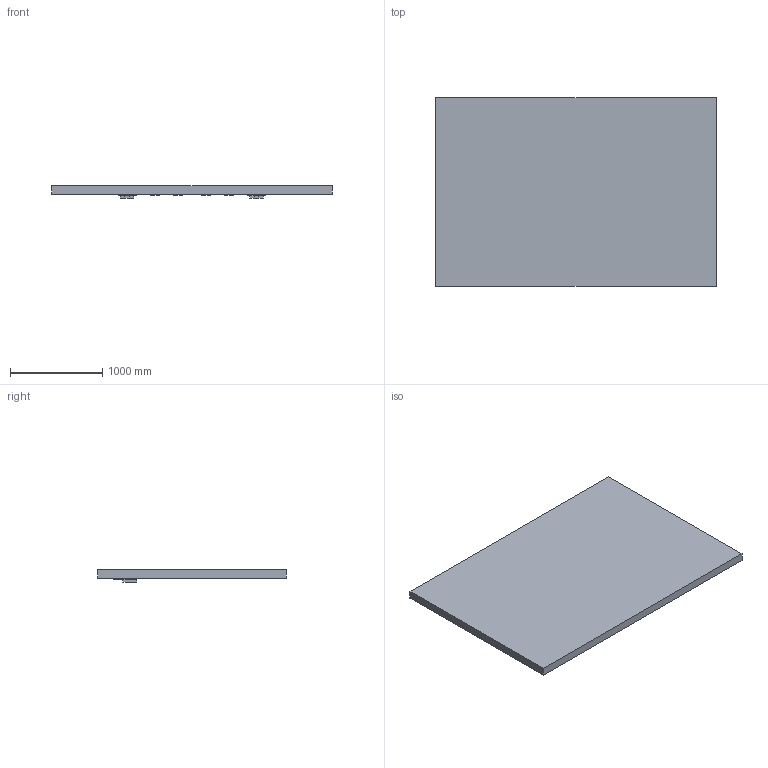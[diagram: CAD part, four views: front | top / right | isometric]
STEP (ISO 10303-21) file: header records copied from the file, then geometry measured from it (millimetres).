
FILE_DESCRIPTION (( 'STEP AP203' ), '1' );
FILE_NAME ('terain complet2.STEP', '2025-09-09T17:55:36', ( '' ), ( '' ), 'SwSTEP 2.0', 'SolidWorks 2023', '' );
FILE_SCHEMA (( 'CONFIG_CONTROL_DESIGN' ));
Length unit declared in the file: millimetre
Products named in the file (3): blocs; terain complet2; Pièce1
Assembly tree (55 placements, depth 2):
  terain complet2
    Pièce1
    blocs  x54
Bounding box: 3044 x 2044 x 135 mm (x, y, z)
Volume: 196876740 mm3; surface area: 15594212 mm2
Topology: 55 solids, 55 shells, 343 faces, 696 edges, 464 vertices
Faces by surface type: plane 343
Entity records: 2715 total; most frequent: DIRECTION 226, CARTESIAN_POINT 183, CALENDAR_DATE 125, LOCAL_TIME 125, COORDINATED_UNIVERSAL_TIME_OFFSET 125, DATE_AND_TIME 125, ORIENTED_EDGE 120, AXIS2_PLACEMENT_3D 83
